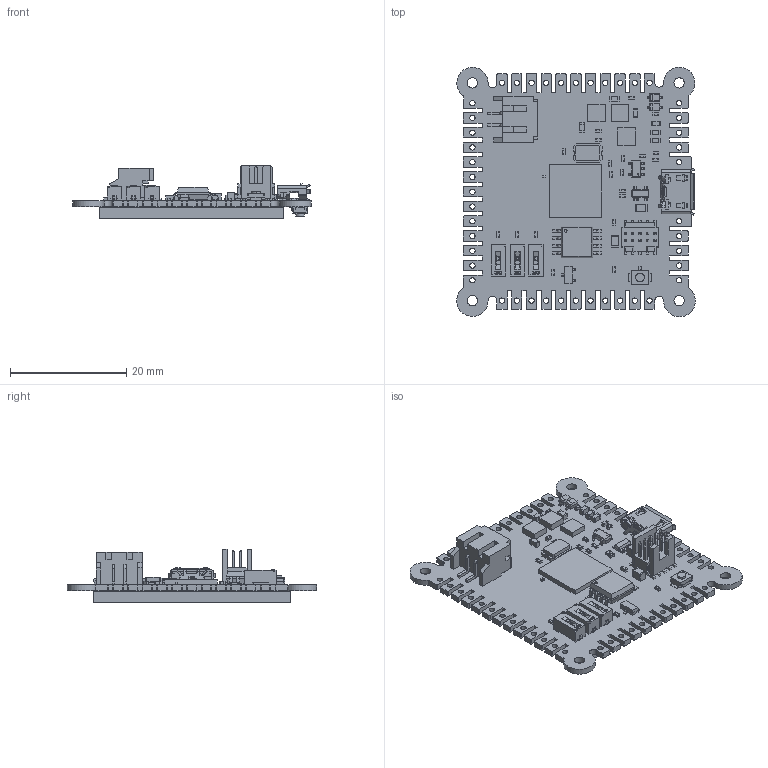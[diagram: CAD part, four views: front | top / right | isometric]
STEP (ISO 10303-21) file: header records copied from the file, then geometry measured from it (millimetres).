
FILE_DESCRIPTION(('Open CASCADE Model'),'2;1');
FILE_NAME('Open CASCADE Shape Model','2022-12-22T14:44:48',('Author'),( 'Open CASCADE'),'Open CASCADE STEP processor 6.8','Open CASCADE 6.8' ,'Unknown');
FILE_SCHEMA(('AUTOMOTIVE_DESIGN { 1 0 10303 214 1 1 1 1 }'));
Length unit declared in the file: millimetre
Products named in the file (159): PCB; Board; Open CASCADE STEP translator 6.8 1.1.1; R13; 8350201856; Mid_Body; Terminal; Open_CASCADE_STEP_translator_6.8_15.2.1; Mark; C17; 8350195376; Open_CASCADE_STEP_translator_6.8_6.1.1; Open_CASCADE_STEP_translator_6.8_6.1.2; Open_CASCADE_STEP_translator_6.8_6.2.1; C16; 8350195696; C41; C40; C39; C37; 8350195616; U6; User_Library-SOIC8_(ATTINY12); C38; R11; 8350194656; Open_CASCADE_STEP_translator_6.8_28.2.1; R15; R16; C35; C30; C15; C25; C6; C14; C12; 8350196256; C13; C24; Q1 ...
Assembly tree (216 placements, depth 5):
  PCB
    Board
      Open CASCADE STEP translator 6.8 1.1.1
    R13
      8350201856
        Mid_Body
        Terminal  x2
          Open_CASCADE_STEP_translator_6.8_15.2.1
        Mark
    C17
      8350195376
        Terminal
          Open_CASCADE_STEP_translator_6.8_6.1.1
          Open_CASCADE_STEP_translator_6.8_6.1.2
        Mid_Body
          Open_CASCADE_STEP_translator_6.8_6.2.1
    C16
      8350195696
        Terminal
          Open_CASCADE_STEP_translator_6.8_6.1.1
          Open_CASCADE_STEP_translator_6.8_6.1.2
        Mid_Body
          Open_CASCADE_STEP_translator_6.8_6.2.1
    C41
      8350195696
        Terminal
          Open_CASCADE_STEP_translator_6.8_6.1.1
          Open_CASCADE_STEP_translator_6.8_6.1.2
        Mid_Body
          Open_CASCADE_STEP_translator_6.8_6.2.1
    C40
      8350195696
        Terminal
          Open_CASCADE_STEP_translator_6.8_6.1.1
          Open_CASCADE_STEP_translator_6.8_6.1.2
        Mid_Body
          Open_CASCADE_STEP_translator_6.8_6.2.1
    C39
      8350195696
        Terminal
          Open_CASCADE_STEP_translator_6.8_6.1.1
          Open_CASCADE_STEP_translator_6.8_6.1.2
        Mid_Body
          Open_CASCADE_STEP_translator_6.8_6.2.1
    C37
      8350195616
        Terminal
          Open_CASCADE_STEP_translator_6.8_6.1.1
          Open_CASCADE_STEP_translator_6.8_6.1.2
        Mid_Body
          Open_CASCADE_STEP_translator_6.8_6.2.1
    U6
      User_Library-SOIC8_(ATTINY12)
    C38
      8350195696
        Terminal
          Open_CASCADE_STEP_translator_6.8_6.1.1
          Open_CASCADE_STEP_translator_6.8_6.1.2
        Mid_Body
          Open_CASCADE_STEP_translator_6.8_6.2.1
Bounding box: 41.07 x 42.95 x 9.25 mm (x, y, z)
Volume: 4236.6 mm3; surface area: 7934.4 mm2
Topology: 191 solids, 192 shells, 4405 faces, 11110 edges, 6914 vertices
Faces by surface type: plane 3037, cylinder 1118, sphere 236, torus 10, bspline 4
Full cylindrical faces by diameter (mm): 0.65 x2, 0.914 x45, 1.016 x2, 1.778 x4
Entity records: 85139 total; most frequent: CARTESIAN_POINT 13225, ORIENTED_EDGE 12470, DIRECTION 12378, EDGE_CURVE 6235, LINE 5060, VECTOR 5060, VERTEX_POINT 4028, AXIS2_PLACEMENT_3D 3659
